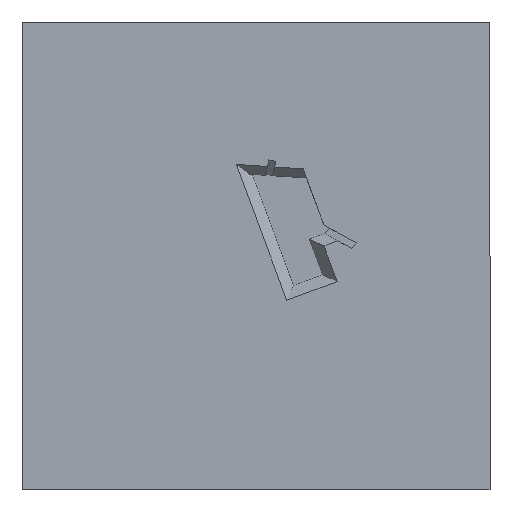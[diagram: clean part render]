
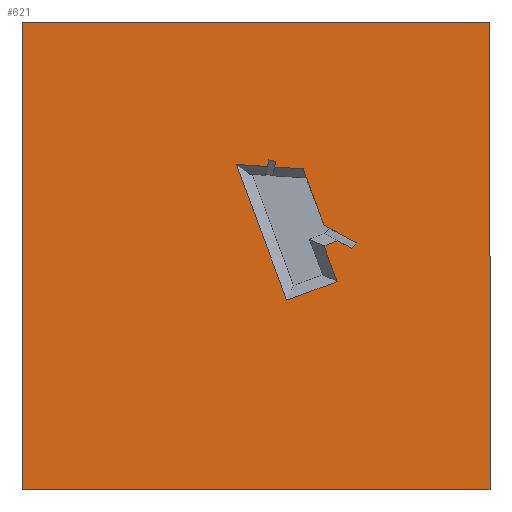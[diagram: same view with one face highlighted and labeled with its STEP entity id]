
A CAD part, top view. The second image highlights one B-rep face of the part: STEP entity #621.
In plain terms, the highlighted planar face has unit normal (0, 0, 1).
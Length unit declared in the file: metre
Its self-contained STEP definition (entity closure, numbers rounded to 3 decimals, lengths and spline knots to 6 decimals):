
#6 = CARTESIAN_POINT ( 'NONE',  ( 21.089336, 101.095646, 0. ) ) ;
#10 = CARTESIAN_POINT ( 'NONE',  ( 12.180289, 95.649264, 0. ) ) ;
#19 = ORIENTED_EDGE ( 'NONE', *, *, #551, .T. ) ;
#22 = LINE ( 'NONE', #452, #821 ) ;
#29 = VECTOR ( 'NONE', #1041, 1. ) ;
#48 = FACE_OUTER_BOUND ( 'NONE', #591, .T. ) ;
#53 = VERTEX_POINT ( 'NONE', #10 ) ;
#57 = LINE ( 'NONE', #1140, #652 ) ;
#59 = ORIENTED_EDGE ( 'NONE', *, *, #984, .F. ) ;
#63 = CARTESIAN_POINT ( 'NONE',  ( 0., 0., 0. ) ) ;
#70 = VECTOR ( 'NONE', #1074, 1. ) ;
#94 = VECTOR ( 'NONE', #1115, 1. ) ;
#95 = VERTEX_POINT ( 'NONE', #1403 ) ;
#97 = VECTOR ( 'NONE', #943, 1. ) ;
#102 = CARTESIAN_POINT ( 'NONE',  ( -17.377041, 88.071288, 0. ) ) ;
#108 = DIRECTION ( 'NONE',  ( 0., -1., 0. ) ) ;
#110 = DIRECTION ( 'NONE',  ( 0.938, 0.348, 0. ) ) ;
#157 = CARTESIAN_POINT ( 'NONE',  ( 68.877878, 42.815874, 0. ) ) ;
#186 = DIRECTION ( 'NONE',  ( -1., 0., 0. ) ) ;
#192 = CARTESIAN_POINT ( 'NONE',  ( 72.921953, 32.72678, 0. ) ) ;
#198 = LINE ( 'NONE', #847, #341 ) ;
#203 = ORIENTED_EDGE ( 'NONE', *, *, #1025, .F. ) ;
#225 = DIRECTION ( 'NONE',  ( 0.215, 0.977, 0. ) ) ;
#230 = VECTOR ( 'NONE', #1321, 1. ) ;
#236 = CARTESIAN_POINT ( 'NONE',  ( 32.833245, -47.278179, 0. ) ) ;
#244 = DIRECTION ( 'NONE',  ( -0.348, 0.938, 0. ) ) ;
#245 = EDGE_CURVE ( 'NONE', #95, #575, #57, .T. ) ;
#249 = LINE ( 'NONE', #1325, #94 ) ;
#261 = CARTESIAN_POINT ( 'NONE',  ( -20.997095, 97.829693, 0. ) ) ;
#267 = CARTESIAN_POINT ( 'NONE',  ( 72.549914, 10.855305, 0. ) ) ;
#269 = LINE ( 'NONE', #720, #654 ) ;
#283 = VERTEX_POINT ( 'NONE', #1257 ) ;
#316 = CARTESIAN_POINT ( 'NONE',  ( 250., -250., 0. ) ) ;
#320 = AXIS2_PLACEMENT_3D ( 'NONE', #63, #471, #1019 ) ;
#322 = LINE ( 'NONE', #446, #1214 ) ;
#332 = ORIENTED_EDGE ( 'NONE', *, *, #1225, .F. ) ;
#341 = VECTOR ( 'NONE', #1058, 1. ) ;
#342 = VECTOR ( 'NONE', #110, 1. ) ;
#352 = LINE ( 'NONE', #1001, #610 ) ;
#419 = DIRECTION ( 'NONE',  ( 0.348, -0.938, 0. ) ) ;
#426 = ORIENTED_EDGE ( 'NONE', *, *, #1235, .T. ) ;
#438 = EDGE_CURVE ( 'NONE', #926, #805, #1292, .T. ) ;
#441 = VERTEX_POINT ( 'NONE', #1311 ) ;
#443 = ORIENTED_EDGE ( 'NONE', *, *, #245, .T. ) ;
#446 = CARTESIAN_POINT ( 'NONE',  ( -250., 250., 0. ) ) ;
#449 = CARTESIAN_POINT ( 'NONE',  ( 250., -250., 0. ) ) ;
#452 = CARTESIAN_POINT ( 'NONE',  ( 6.311449, 96.034966, 0. ) ) ;
#471 = DIRECTION ( 'NONE',  ( 0., 0., -1. ) ) ;
#474 = EDGE_CURVE ( 'NONE', #694, #283, #352, .T. ) ;
#477 = VECTOR ( 'NONE', #728, 1. ) ;
#479 = CARTESIAN_POINT ( 'NONE',  ( 87.18666, 16.285065, 0. ) ) ;
#480 = VECTOR ( 'NONE', #1136, 1. ) ;
#484 = EDGE_CURVE ( 'NONE', #1153, #53, #1317, .T. ) ;
#491 = ORIENTED_EDGE ( 'NONE', *, *, #474, .F. ) ;
#501 = VERTEX_POINT ( 'NONE', #903 ) ;
#529 = ORIENTED_EDGE ( 'NONE', *, *, #644, .T. ) ;
#544 = EDGE_CURVE ( 'NONE', #501, #283, #22, .T. ) ;
#551 = EDGE_CURVE ( 'NONE', #1064, #1118, #249, .T. ) ;
#575 = VERTEX_POINT ( 'NONE', #684 ) ;
#583 = LINE ( 'NONE', #1147, #29 ) ;
#591 = EDGE_LOOP ( 'NONE', ( #1217, #618, #529, #443 ) ) ;
#598 = DIRECTION ( 'NONE',  ( 0.878, -0.479, 0. ) ) ;
#609 = LINE ( 'NONE', #102, #1282 ) ;
#610 = VECTOR ( 'NONE', #244, 1. ) ;
#614 = FACE_BOUND ( 'NONE', #1195, .T. ) ;
#617 = CARTESIAN_POINT ( 'NONE',  ( 101.844246, 8.294772, 0. ) ) ;
#618 = ORIENTED_EDGE ( 'NONE', *, *, #861, .T. ) ;
#621 = ADVANCED_FACE ( 'NONE', ( #614, #48 ), #909, .F. ) ;
#631 = CARTESIAN_POINT ( 'NONE',  ( 32.833245, -47.278179, 0. ) ) ;
#644 = EDGE_CURVE ( 'NONE', #801, #95, #269, .T. ) ;
#652 = VECTOR ( 'NONE', #186, 1. ) ;
#653 = CARTESIAN_POINT ( 'NONE',  ( 10.112155, 86.264689, 0. ) ) ;
#654 = VECTOR ( 'NONE', #920, 1. ) ;
#667 = ORIENTED_EDGE ( 'NONE', *, *, #1067, .F. ) ;
#673 = ORIENTED_EDGE ( 'NONE', *, *, #438, .F. ) ;
#684 = CARTESIAN_POINT ( 'NONE',  ( -250., 250., 0. ) ) ;
#688 = CARTESIAN_POINT ( 'NONE',  ( 73.215342, 23.901253, 0. ) ) ;
#694 = VERTEX_POINT ( 'NONE', #833 ) ;
#720 = CARTESIAN_POINT ( 'NONE',  ( 250., 250., 0. ) ) ;
#728 = DIRECTION ( 'NONE',  ( -0.977, 0.215, 0. ) ) ;
#760 = EDGE_CURVE ( 'NONE', #1197, #926, #198, .T. ) ;
#762 = LINE ( 'NONE', #449, #230 ) ;
#769 = LINE ( 'NONE', #236, #342 ) ;
#801 = VERTEX_POINT ( 'NONE', #316 ) ;
#805 = VERTEX_POINT ( 'NONE', #192 ) ;
#807 = EDGE_CURVE ( 'NONE', #1320, #1153, #1182, .T. ) ;
#821 = VECTOR ( 'NONE', #1012, 1. ) ;
#833 = CARTESIAN_POINT ( 'NONE',  ( 68.877878, 42.815874, 0. ) ) ;
#836 = ORIENTED_EDGE ( 'NONE', *, *, #807, .F. ) ;
#838 = ORIENTED_EDGE ( 'NONE', *, *, #1085, .T. ) ;
#847 = CARTESIAN_POINT ( 'NONE',  ( 101.844246, 8.294772, 0. ) ) ;
#852 = VERTEX_POINT ( 'NONE', #631 ) ;
#861 = EDGE_CURVE ( 'NONE', #441, #801, #762, .T. ) ;
#866 = VECTOR ( 'NONE', #990, 1. ) ;
#868 = CARTESIAN_POINT ( 'NONE',  ( 82.661481, 27.417469, 0. ) ) ;
#903 = CARTESIAN_POINT ( 'NONE',  ( 19.779031, 95.149872, 0. ) ) ;
#907 = CARTESIAN_POINT ( 'NONE',  ( 13.737582, 102.715795, 0. ) ) ;
#909 = PLANE ( 'NONE',  #320 ) ;
#920 = DIRECTION ( 'NONE',  ( 0., 1., 0. ) ) ;
#926 = VERTEX_POINT ( 'NONE', #1005 ) ;
#939 = ORIENTED_EDGE ( 'NONE', *, *, #991, .F. ) ;
#943 = DIRECTION ( 'NONE',  ( 0.348, -0.938, 0. ) ) ;
#958 = ORIENTED_EDGE ( 'NONE', *, *, #760, .F. ) ;
#969 = LINE ( 'NONE', #1267, #97 ) ;
#978 = LINE ( 'NONE', #6, #1164 ) ;
#984 = EDGE_CURVE ( 'NONE', #852, #1051, #769, .T. ) ;
#990 = DIRECTION ( 'NONE',  ( -0.215, -0.977, 0. ) ) ;
#991 = EDGE_CURVE ( 'NONE', #501, #1320, #978, .T. ) ;
#1001 = CARTESIAN_POINT ( 'NONE',  ( 68.877878, 42.815874, 0. ) ) ;
#1005 = CARTESIAN_POINT ( 'NONE',  ( 107.465182, 13.896222, 0. ) ) ;
#1012 = DIRECTION ( 'NONE',  ( 0.998, -0.066, 0. ) ) ;
#1019 = DIRECTION ( 'NONE',  ( -1., 0., 0. ) ) ;
#1025 = EDGE_CURVE ( 'NONE', #805, #694, #1119, .T. ) ;
#1034 = VERTEX_POINT ( 'NONE', #261 ) ;
#1041 = DIRECTION ( 'NONE',  ( 0.998, -0.066, 0. ) ) ;
#1051 = VERTEX_POINT ( 'NONE', #1127 ) ;
#1052 = CARTESIAN_POINT ( 'NONE',  ( 13.737582, 102.715795, 0. ) ) ;
#1058 = DIRECTION ( 'NONE',  ( 0.708, 0.706, 0. ) ) ;
#1064 = VERTEX_POINT ( 'NONE', #479 ) ;
#1067 = EDGE_CURVE ( 'NONE', #1064, #1197, #1350, .T. ) ;
#1074 = DIRECTION ( 'NONE',  ( -0.878, 0.479, 0. ) ) ;
#1082 = CARTESIAN_POINT ( 'NONE',  ( 21.089336, 101.095646, 0. ) ) ;
#1085 = EDGE_CURVE ( 'NONE', #1034, #53, #583, .T. ) ;
#1113 = ORIENTED_EDGE ( 'NONE', *, *, #544, .T. ) ;
#1115 = DIRECTION ( 'NONE',  ( -0.938, -0.348, 0. ) ) ;
#1118 = VERTEX_POINT ( 'NONE', #267 ) ;
#1119 = LINE ( 'NONE', #157, #480 ) ;
#1127 = CARTESIAN_POINT ( 'NONE',  ( 86.702265, -27.29451, 0. ) ) ;
#1136 = DIRECTION ( 'NONE',  ( -0.372, 0.928, 0. ) ) ;
#1140 = CARTESIAN_POINT ( 'NONE',  ( 250., 250., 0. ) ) ;
#1147 = CARTESIAN_POINT ( 'NONE',  ( 6.311449, 96.034966, 0. ) ) ;
#1153 = VERTEX_POINT ( 'NONE', #907 ) ;
#1164 = VECTOR ( 'NONE', #225, 1. ) ;
#1182 = LINE ( 'NONE', #1052, #477 ) ;
#1195 = EDGE_LOOP ( 'NONE', ( #939, #1113, #491, #203, #673, #958, #667, #19, #426, #59, #332, #838, #1315, #836 ) ) ;
#1197 = VERTEX_POINT ( 'NONE', #617 ) ;
#1214 = VECTOR ( 'NONE', #108, 1. ) ;
#1217 = ORIENTED_EDGE ( 'NONE', *, *, #1331, .T. ) ;
#1225 = EDGE_CURVE ( 'NONE', #1034, #852, #609, .T. ) ;
#1235 = EDGE_CURVE ( 'NONE', #1118, #1051, #969, .T. ) ;
#1257 = CARTESIAN_POINT ( 'NONE',  ( 50.205453, 93.150238, 0. ) ) ;
#1258 = VECTOR ( 'NONE', #598, 1. ) ;
#1267 = CARTESIAN_POINT ( 'NONE',  ( 67.313408, 24.971103, 0. ) ) ;
#1282 = VECTOR ( 'NONE', #419, 1. ) ;
#1292 = LINE ( 'NONE', #868, #70 ) ;
#1311 = CARTESIAN_POINT ( 'NONE',  ( -250., -250., 0. ) ) ;
#1315 = ORIENTED_EDGE ( 'NONE', *, *, #484, .F. ) ;
#1317 = LINE ( 'NONE', #653, #866 ) ;
#1320 = VERTEX_POINT ( 'NONE', #1082 ) ;
#1321 = DIRECTION ( 'NONE',  ( 1., 0., 0. ) ) ;
#1325 = CARTESIAN_POINT ( 'NONE',  ( 5.236506, -14.115798, 0. ) ) ;
#1331 = EDGE_CURVE ( 'NONE', #575, #441, #322, .T. ) ;
#1350 = LINE ( 'NONE', #688, #1258 ) ;
#1403 = CARTESIAN_POINT ( 'NONE',  ( 250., 250., 0. ) ) ;
